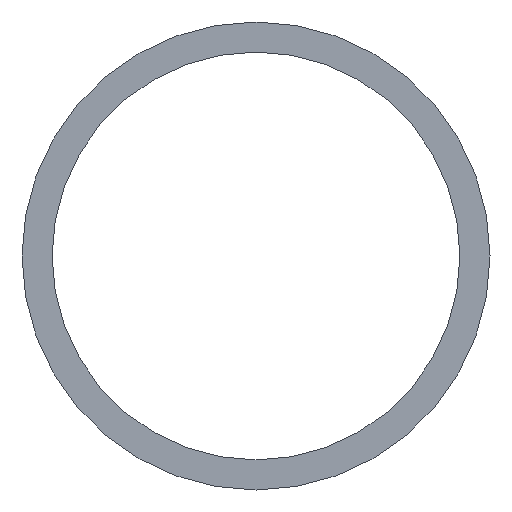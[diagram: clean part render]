
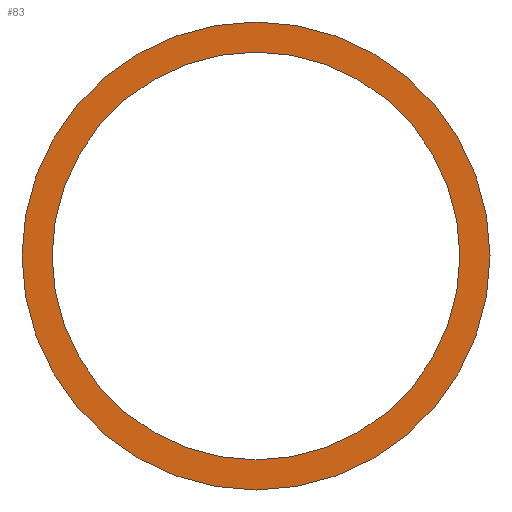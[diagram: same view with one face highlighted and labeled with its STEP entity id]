
A CAD part, left-side view. The second image highlights one B-rep face of the part: STEP entity #83.
In plain terms, the highlighted planar face has unit normal (-1, 0, 0).
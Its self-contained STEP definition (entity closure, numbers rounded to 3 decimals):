
#5 = AXIS2_PLACEMENT_3D ( 'NONE', #96, #119, #82 ) ;
#16 = DIRECTION ( 'NONE',  ( 0., 0., -1. ) ) ;
#19 = FACE_OUTER_BOUND ( 'NONE', #103, .T. ) ;
#21 = CARTESIAN_POINT ( 'NONE',  ( 0., 0., -21. ) ) ;
#25 = ORIENTED_EDGE ( 'NONE', *, *, #84, .F. ) ;
#32 = PLANE ( 'NONE',  #5 ) ;
#43 = EDGE_CURVE ( 'NONE', #62, #62, #127, .T. ) ;
#57 = DIRECTION ( 'NONE',  ( 1., 0., 0. ) ) ;
#59 = CIRCLE ( 'NONE', #75, 24.1 ) ;
#62 = VERTEX_POINT ( 'NONE', #21 ) ;
#64 = DIRECTION ( 'NONE',  ( 1., 0., 0. ) ) ;
#66 = VERTEX_POINT ( 'NONE', #108 ) ;
#70 = EDGE_LOOP ( 'NONE', ( #92 ) ) ;
#72 = FACE_BOUND ( 'NONE', #70, .T. ) ;
#75 = AXIS2_PLACEMENT_3D ( 'NONE', #110, #57, #132 ) ;
#80 = CARTESIAN_POINT ( 'NONE',  ( 0., 0., 0. ) ) ;
#82 = DIRECTION ( 'NONE',  ( 0., 0., 1. ) ) ;
#83 = ADVANCED_FACE ( 'NONE', ( #72, #19 ), #32, .T. ) ;
#84 = EDGE_CURVE ( 'NONE', #66, #66, #59, .T. ) ;
#85 = AXIS2_PLACEMENT_3D ( 'NONE', #80, #64, #16 ) ;
#92 = ORIENTED_EDGE ( 'NONE', *, *, #43, .T. ) ;
#96 = CARTESIAN_POINT ( 'NONE',  ( 0., 22.55, 0. ) ) ;
#103 = EDGE_LOOP ( 'NONE', ( #25 ) ) ;
#108 = CARTESIAN_POINT ( 'NONE',  ( 0., 0., -24.1 ) ) ;
#110 = CARTESIAN_POINT ( 'NONE',  ( 0., 0., 0. ) ) ;
#119 = DIRECTION ( 'NONE',  ( -1., 0., 0. ) ) ;
#127 = CIRCLE ( 'NONE', #85, 21. ) ;
#132 = DIRECTION ( 'NONE',  ( 0., 0., -1. ) ) ;
